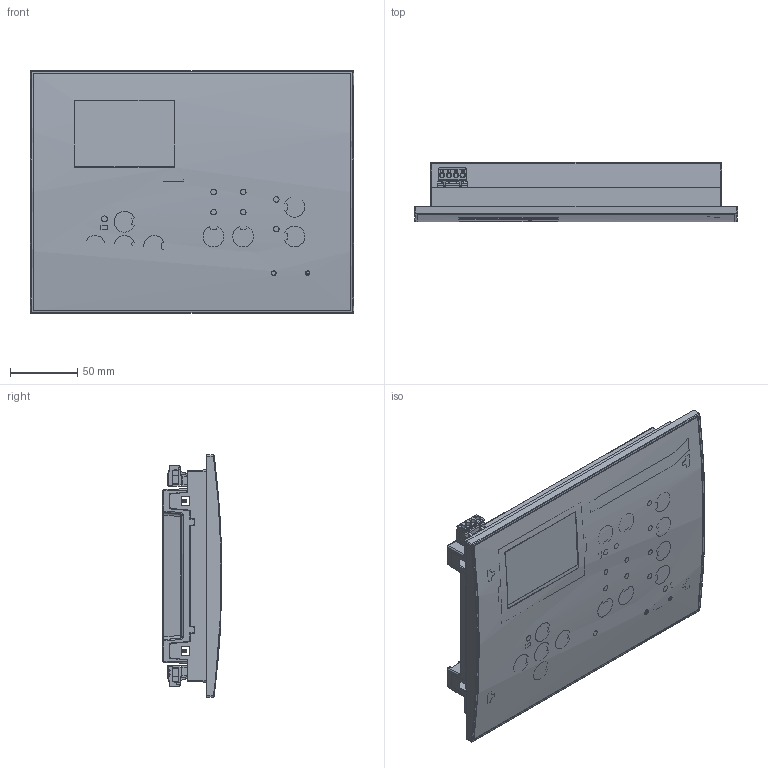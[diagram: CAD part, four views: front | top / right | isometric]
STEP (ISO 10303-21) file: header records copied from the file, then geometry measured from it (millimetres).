
FILE_DESCRIPTION(/* description */ (''),/* implementation_level */ '2;1');
FILE_NAME(/* name */ 'FILE_STP_CAD_DRAWING_RGK800SA_CATALOG_prt.stp',/* time_stamp */ '2020-11-09T17:10:47+01:00',/* author */ (''),/* organization */ (''),/* preprocessor_version */ 'ST-DEVELOPER v16.7',/* originating_system */ 'SIEMENS PLM Software NX 12.0',/* authorisation */ '');
FILE_SCHEMA (('AUTOMOTIVE_DESIGN { 1 0 10303 214 3 1 1 1 }'));
Products named in the file (1): RGK800SA_CATALOG
Bounding box: 240 x 44.32 x 180 mm (x, y, z)
Surface area: 354748.4 mm2 (no closed solid volume)
Topology: 0 solids, 139 shells, 3681 faces, 10910 edges, 7400 vertices
Faces by surface type: plane 2335, cylinder 891, bspline 268, cone 83, sphere 75, torus 29
Full cylindrical faces by diameter (mm): 1.5 x4, 1.53 x15, 2.7 x4, 2.8 x5, 3 x45, 3.1 x2, 3.2 x3, 3.298 x1, 3.543 x1, 4 x15, 4.05 x3, 4.1 x1, 4.3 x4, 4.5 x2
Entity records: 194786 total; most frequent: CARTESIAN_POINT 101758, ORIENTED_EDGE 20144, DIRECTION 16483, EDGE_CURVE 10641, VERTEX_POINT 7348, LINE 6757, VECTOR 6757, AXIS2_PLACEMENT_3D 4863
